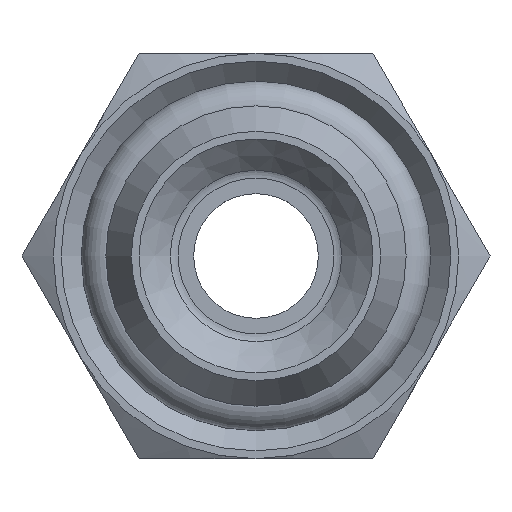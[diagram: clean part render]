
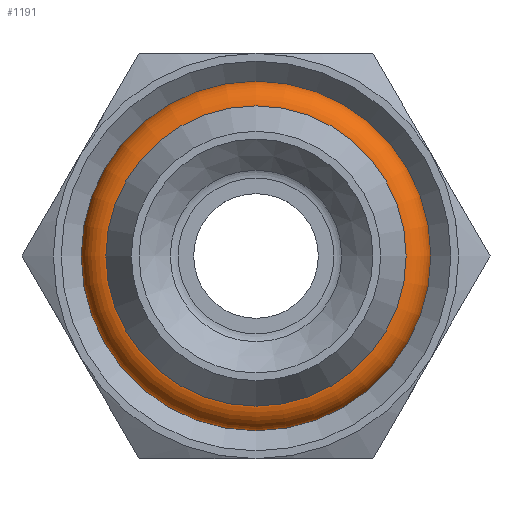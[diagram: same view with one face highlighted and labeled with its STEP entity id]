
A CAD part, front view. The second image highlights one B-rep face of the part: STEP entity #1191.
In plain terms, the highlighted toroidal (fillet/blend) face has major radius 4.715 mm and minor radius 0.89 mm.
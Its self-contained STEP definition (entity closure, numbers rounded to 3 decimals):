
#92 = DIRECTION ( 'NONE',  ( 0., 0., -1. ) ) ;
#93 = DIRECTION ( 'NONE',  ( 0., -1., 0. ) ) ;
#98 = CARTESIAN_POINT ( 'NONE',  ( 0., 6.1, 0. ) ) ;
#272 = TOROIDAL_SURFACE ( 'NONE', #1387, 4.715, 0.89 ) ;
#1191 = ADVANCED_FACE ( 'NONE', ( ), #272, .T. ) ;
#1387 = AXIS2_PLACEMENT_3D ( 'NONE', #98, #93, #92 ) ;
